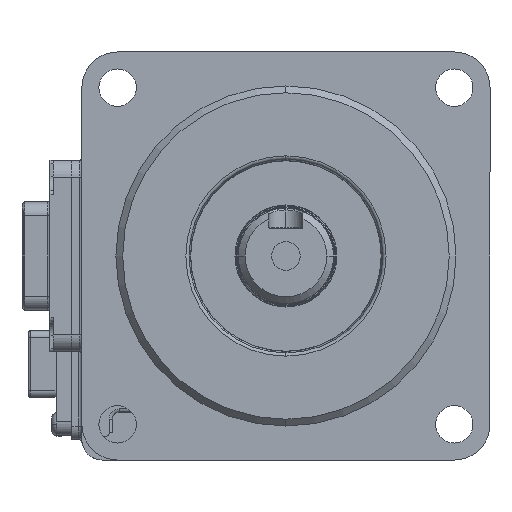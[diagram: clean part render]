
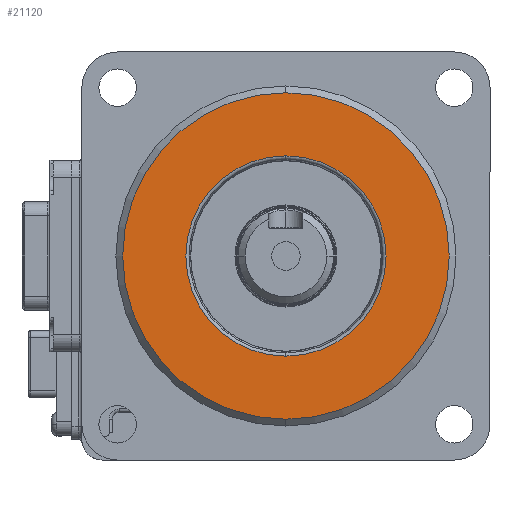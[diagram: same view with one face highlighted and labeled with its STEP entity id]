
A CAD part, left-side view. The second image highlights one B-rep face of the part: STEP entity #21120.
In plain terms, the highlighted planar face has unit normal (-1, 0, 0).
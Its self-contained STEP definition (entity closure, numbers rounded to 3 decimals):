
#124 = AXIS2_PLACEMENT_3D ( 'NONE', #194, #22834, #276 ) ;
#194 = CARTESIAN_POINT ( 'NONE',  ( 27., 0., 0. ) ) ;
#276 = DIRECTION ( 'NONE',  ( 0., 0., 1. ) ) ;
#426 = EDGE_CURVE ( 'NONE', #23375, #15338, #4555, .T. ) ;
#453 = ORIENTED_EDGE ( 'NONE', *, *, #4461, .T. ) ;
#1188 = CARTESIAN_POINT ( 'NONE',  ( 27., 0., 14.714 ) ) ;
#1387 = EDGE_LOOP ( 'NONE', ( #22126, #16021 ) ) ;
#1529 = FACE_BOUND ( 'NONE', #3211, .T. ) ;
#1795 = DIRECTION ( 'NONE',  ( -1., 0., 0. ) ) ;
#1846 = DIRECTION ( 'NONE',  ( 1., 0., 0. ) ) ;
#1896 = AXIS2_PLACEMENT_3D ( 'NONE', #9294, #16820, #16573 ) ;
#1920 = DIRECTION ( 'NONE',  ( 0., 0., 1. ) ) ;
#3211 = EDGE_LOOP ( 'NONE', ( #4920, #453 ) ) ;
#3270 = EDGE_CURVE ( 'NONE', #11220, #5742, #5936, .T. ) ;
#3955 = AXIS2_PLACEMENT_3D ( 'NONE', #5636, #1846, #1920 ) ;
#4422 = AXIS2_PLACEMENT_3D ( 'NONE', #5858, #21670, #8146 ) ;
#4461 = EDGE_CURVE ( 'NONE', #5742, #11220, #20153, .T. ) ;
#4555 = CIRCLE ( 'NONE', #22667, 24. ) ;
#4920 = ORIENTED_EDGE ( 'NONE', *, *, #3270, .T. ) ;
#5636 = CARTESIAN_POINT ( 'NONE',  ( 27., 0., 0. ) ) ;
#5742 = VERTEX_POINT ( 'NONE', #7096 ) ;
#5749 = CARTESIAN_POINT ( 'NONE',  ( 27., 0., 0. ) ) ;
#5858 = CARTESIAN_POINT ( 'NONE',  ( 27., 0., 0. ) ) ;
#5936 = CIRCLE ( 'NONE', #1896, 14.714 ) ;
#7096 = CARTESIAN_POINT ( 'NONE',  ( 27., 0., -14.714 ) ) ;
#7500 = CARTESIAN_POINT ( 'NONE',  ( 27., 0., -24. ) ) ;
#8146 = DIRECTION ( 'NONE',  ( 0., 0., 1. ) ) ;
#9294 = CARTESIAN_POINT ( 'NONE',  ( 27., 0., 0. ) ) ;
#11220 = VERTEX_POINT ( 'NONE', #1188 ) ;
#14867 = EDGE_CURVE ( 'NONE', #15338, #23375, #24101, .T. ) ;
#15338 = VERTEX_POINT ( 'NONE', #7500 ) ;
#16021 = ORIENTED_EDGE ( 'NONE', *, *, #426, .T. ) ;
#16573 = DIRECTION ( 'NONE',  ( 0., 0., 1. ) ) ;
#16820 = DIRECTION ( 'NONE',  ( 1., 0., 0. ) ) ;
#17174 = PLANE ( 'NONE',  #4422 ) ;
#20153 = CIRCLE ( 'NONE', #3955, 14.714 ) ;
#21120 = ADVANCED_FACE ( 'NONE', ( #1529, #24220 ), #17174, .T. ) ;
#21670 = DIRECTION ( 'NONE',  ( -1., 0., 0. ) ) ;
#22077 = CARTESIAN_POINT ( 'NONE',  ( 27., 0., 24. ) ) ;
#22126 = ORIENTED_EDGE ( 'NONE', *, *, #14867, .T. ) ;
#22667 = AXIS2_PLACEMENT_3D ( 'NONE', #5749, #1795, #24293 ) ;
#22834 = DIRECTION ( 'NONE',  ( -1., 0., 0. ) ) ;
#23375 = VERTEX_POINT ( 'NONE', #22077 ) ;
#24101 = CIRCLE ( 'NONE', #124, 24. ) ;
#24220 = FACE_OUTER_BOUND ( 'NONE', #1387, .T. ) ;
#24293 = DIRECTION ( 'NONE',  ( 0., 0., 1. ) ) ;
